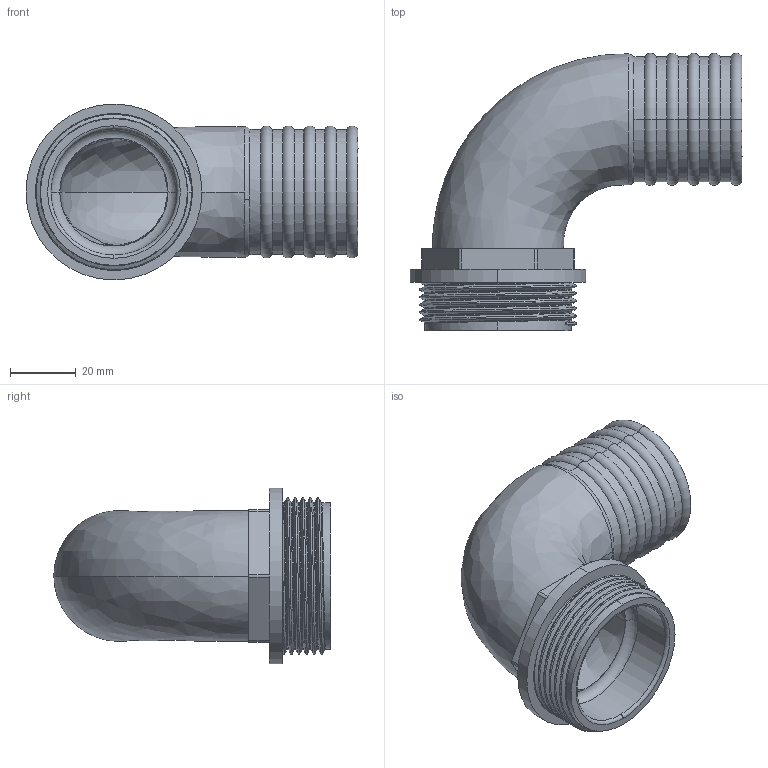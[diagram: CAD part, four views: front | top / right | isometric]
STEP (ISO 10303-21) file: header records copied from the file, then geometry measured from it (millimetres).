
FILE_DESCRIPTION (( 'STEP AP203' ), '1' );
FILE_NAME ('00131_1140.STEP', '2017-05-10T13:13:55', ( '' ), ( '' ), 'SwSTEP 2.0', 'SolidWorks 2011', '' );
FILE_SCHEMA (( 'CONFIG_CONTROL_DESIGN' ));
Length unit declared in the file: millimetre
Products named in the file (1): 00131_1140
Bounding box: 101.35 x 84.64 x 53.7 mm (x, y, z)
Volume: 52099.1 mm3; surface area: 32998.7 mm2
Topology: 1 solids, 1 shells, 79 faces, 192 edges, 118 vertices
Faces by surface type: cylinder 32, torus 17, plane 15, bspline 13, cone 2
Entity records: 7935 total; most frequent: CARTESIAN_POINT 6134, ORIENTED_EDGE 384, DIRECTION 346, EDGE_CURVE 192, AXIS2_PLACEMENT_3D 147, VERTEX_POINT 118, EDGE_LOOP 84, CIRCLE 80
